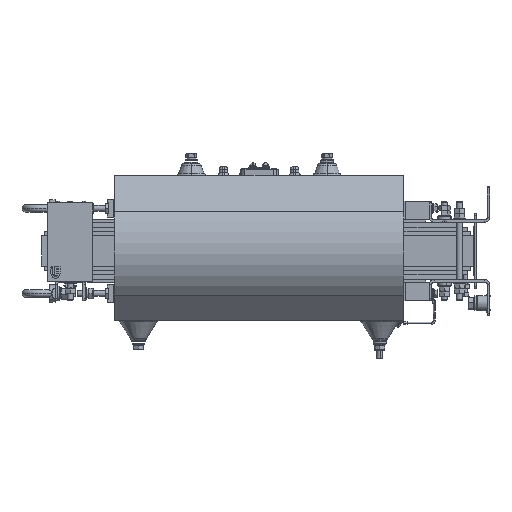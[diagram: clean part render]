
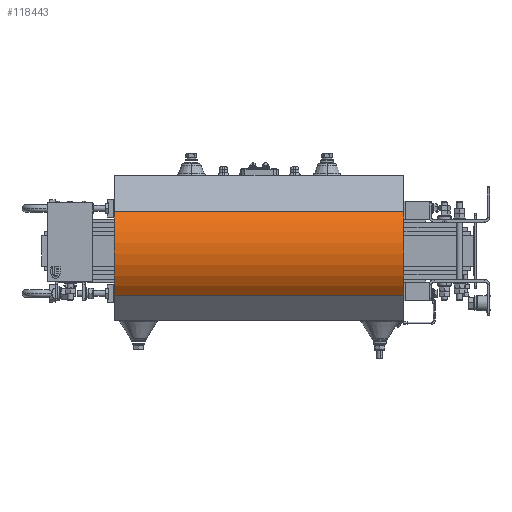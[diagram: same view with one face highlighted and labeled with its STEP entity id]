
A CAD part, left-side view. The second image highlights one B-rep face of the part: STEP entity #118443.
In plain terms, the highlighted cylindrical face has radius 107.5 mm (diameter 215 mm), a partial arc.
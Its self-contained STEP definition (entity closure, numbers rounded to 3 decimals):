
#29853 = AXIS2_PLACEMENT_3D ( 'NONE', #40401, #40389, #40363 ) ;
#38328 = CYLINDRICAL_SURFACE ( 'NONE', #29853, 107.5 ) ;
#38336 = FACE_OUTER_BOUND ( 'NONE', #92992, .T. ) ;
#40363 = DIRECTION ( 'NONE',  ( 0., 0., -1. ) ) ;
#40389 = DIRECTION ( 'NONE',  ( 0., 1., 0. ) ) ;
#40401 = CARTESIAN_POINT ( 'NONE',  ( -222., -243., 0. ) ) ;
#42334 = AXIS2_PLACEMENT_3D ( 'NONE', #51161, #51163, #51171 ) ;
#42347 = AXIS2_PLACEMENT_3D ( 'NONE', #51212, #51139, #51146 ) ;
#51139 = DIRECTION ( 'NONE',  ( 0., -1., 0. ) ) ;
#51146 = DIRECTION ( 'NONE',  ( 0., 0., 1. ) ) ;
#51161 = CARTESIAN_POINT ( 'NONE',  ( -222., 237., 0. ) ) ;
#51163 = DIRECTION ( 'NONE',  ( 0., -1., 0. ) ) ;
#51171 = DIRECTION ( 'NONE',  ( 0., 0., 1. ) ) ;
#51212 = CARTESIAN_POINT ( 'NONE',  ( -222., -243., 0. ) ) ;
#51258 = CARTESIAN_POINT ( 'NONE',  ( -300.857, -243., -73.061 ) ) ;
#51270 = DIRECTION ( 'NONE',  ( 0., 1., 0. ) ) ;
#51510 = CARTESIAN_POINT ( 'NONE',  ( -307.572, -243., 65.067 ) ) ;
#51519 = DIRECTION ( 'NONE',  ( 0., 1., 0. ) ) ;
#52938 = CIRCLE ( 'NONE', #42347, 107.5 ) ;
#53006 = VECTOR ( 'NONE', #51270, 1000. ) ;
#53009 = LINE ( 'NONE', #51258, #53006 ) ;
#53021 = CIRCLE ( 'NONE', #42334, 107.5 ) ;
#53081 = LINE ( 'NONE', #51510, #53098 ) ;
#53098 = VECTOR ( 'NONE', #51519, 1000. ) ;
#75561 = CARTESIAN_POINT ( 'NONE',  ( -300.857, 237., -73.061 ) ) ;
#75582 = CARTESIAN_POINT ( 'NONE',  ( -307.572, -243., 65.067 ) ) ;
#75623 = CARTESIAN_POINT ( 'NONE',  ( -307.572, 237., 65.067 ) ) ;
#75636 = CARTESIAN_POINT ( 'NONE',  ( -300.857, -243., -73.061 ) ) ;
#92992 = EDGE_LOOP ( 'NONE', ( #113394, #113384, #113347, #113609 ) ) ;
#113347 = ORIENTED_EDGE ( 'NONE', *, *, #120497, .F. ) ;
#113384 = ORIENTED_EDGE ( 'NONE', *, *, #120533, .F. ) ;
#113394 = ORIENTED_EDGE ( 'NONE', *, *, #120521, .T. ) ;
#113609 = ORIENTED_EDGE ( 'NONE', *, *, #120684, .T. ) ;
#118443 = ADVANCED_FACE ( 'NONE', ( #38336 ), #38328, .T. ) ;
#120497 = EDGE_CURVE ( 'NONE', #125550, #125536, #52938, .T. ) ;
#120521 = EDGE_CURVE ( 'NONE', #125557, #125528, #53021, .T. ) ;
#120533 = EDGE_CURVE ( 'NONE', #125536, #125528, #53009, .T. ) ;
#120684 = EDGE_CURVE ( 'NONE', #125550, #125557, #53081, .T. ) ;
#125528 = VERTEX_POINT ( 'NONE', #75561 ) ;
#125536 = VERTEX_POINT ( 'NONE', #75636 ) ;
#125550 = VERTEX_POINT ( 'NONE', #75582 ) ;
#125557 = VERTEX_POINT ( 'NONE', #75623 ) ;
